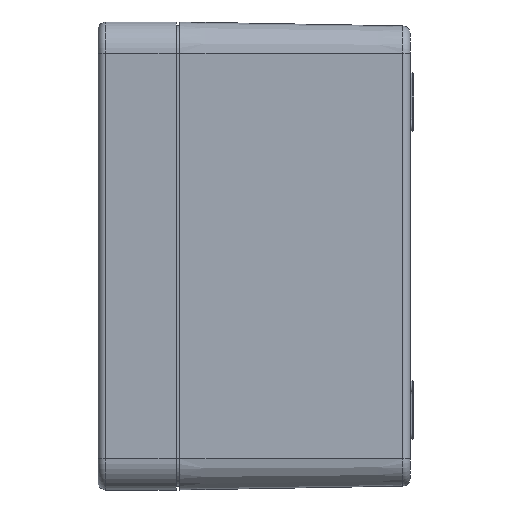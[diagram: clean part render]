
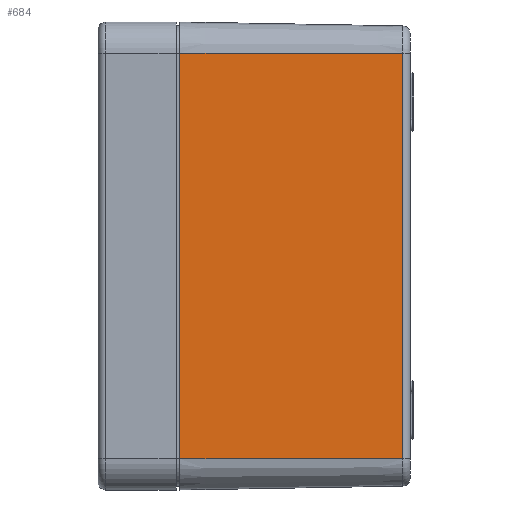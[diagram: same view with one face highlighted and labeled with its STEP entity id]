
A CAD part, left-side view. The second image highlights one B-rep face of the part: STEP entity #684.
In plain terms, the highlighted planar face has unit normal (-1, -0.018, 0).
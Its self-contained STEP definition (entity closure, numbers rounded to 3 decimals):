
#684 = ADVANCED_FACE( '', ( #1593 ), #1594, .T. );
#1593 = FACE_OUTER_BOUND( '', #3446, .T. );
#1594 = PLANE( '', #3447 );
#3446 = EDGE_LOOP( '', ( #6855, #6856, #6857, #6858 ) );
#3447 = AXIS2_PLACEMENT_3D( '', #6859, #6860, #6861 );
#6855 = ORIENTED_EDGE( '', *, *, #10449, .F. );
#6856 = ORIENTED_EDGE( '', *, *, #9914, .F. );
#6857 = ORIENTED_EDGE( '', *, *, #10546, .T. );
#6858 = ORIENTED_EDGE( '', *, *, #10547, .F. );
#6859 = CARTESIAN_POINT( '', ( -61., 59., -52. ) );
#6860 = DIRECTION( '', ( -1., -0.017, 0. ) );
#6861 = DIRECTION( '', ( -0.017, 1., 0. ) );
#9914 = EDGE_CURVE( '', #11344, #11332, #11346, .T. );
#10449 = EDGE_CURVE( '', #11332, #12300, #12301, .T. );
#10546 = EDGE_CURVE( '', #11344, #11641, #12444, .T. );
#10547 = EDGE_CURVE( '', #12300, #11641, #12445, .T. );
#11332 = VERTEX_POINT( '', #13707 );
#11344 = VERTEX_POINT( '', #13722 );
#11346 = LINE( '', #13724, #13725 );
#11641 = VERTEX_POINT( '', #14652 );
#12300 = VERTEX_POINT( '', #15634 );
#12301 = LINE( '', #15635, #15636 );
#12444 = LINE( '', #15861, #15862 );
#12445 = LINE( '', #15863, #15864 );
#13707 = CARTESIAN_POINT( '', ( -61., 59., 52. ) );
#13722 = CARTESIAN_POINT( '', ( -61., 59., -52. ) );
#13724 = CARTESIAN_POINT( '', ( -61., 59., -52. ) );
#13725 = VECTOR( '', #19263, 1000. );
#14652 = CARTESIAN_POINT( '', ( -60.004, 1.965, -52. ) );
#15634 = CARTESIAN_POINT( '', ( -60.004, 1.965, 52. ) );
#15635 = CARTESIAN_POINT( '', ( -61., 59., 52. ) );
#15636 = VECTOR( '', #20220, 1000. );
#15861 = CARTESIAN_POINT( '', ( -61., 59., -52. ) );
#15862 = VECTOR( '', #20388, 1000. );
#15863 = CARTESIAN_POINT( '', ( -60.004, 1.965, 52. ) );
#15864 = VECTOR( '', #20389, 1000. );
#19263 = DIRECTION( '', ( 0., 0., 1. ) );
#20220 = DIRECTION( '', ( 0.017, -1., 0. ) );
#20388 = DIRECTION( '', ( 0.017, -1., 0. ) );
#20389 = DIRECTION( '', ( 0., 0., -1. ) );
